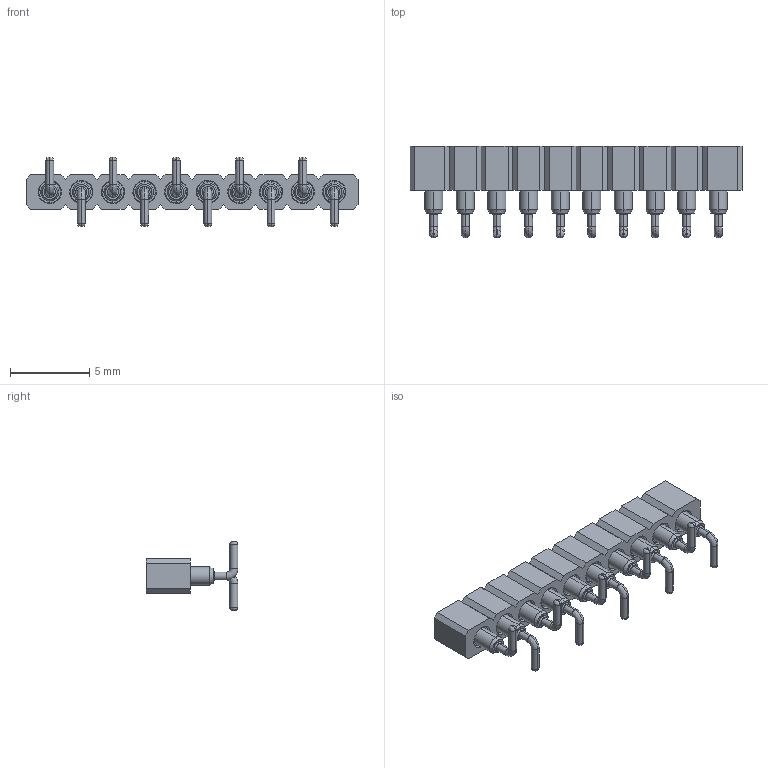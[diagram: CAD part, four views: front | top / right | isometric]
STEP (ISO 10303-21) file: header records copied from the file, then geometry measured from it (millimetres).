
FILE_DESCRIPTION( ('This file contains a STEP AP42 implementation' ,'as created by ZW3D STEP Interface translator.') ,'2;1' );
FILE_NAME( '3522-281XXMXX074X1.stp' ,'231014.143248', (''), ('ZWCAD Software Co.'), 'Version 1.0', 'ZW3D to STEP translator', '' );
FILE_SCHEMA(('AUTOMOTIVE_DESIGN { 1 0 10303 214 1 1 1 1 }'));
Length unit declared in the file: millimetre
Products named in the file (2): 0; 3522-28120MXX074X1
Bounding box: 21 x 5.8 x 4.4 mm (x, y, z)
Volume: 112.2 mm3; surface area: 723.1 mm2
Topology: 1 solids, 11 shells, 914 faces, 2246 edges, 1364 vertices
Faces by surface type: bspline 360, plane 284, cone 230, cylinder 40
Entity records: 50410 total; most frequent: CARTESIAN_POINT 34073, ORIENTED_EDGE 4512, EDGE_CURVE 2216, B_SPLINE_CURVE_WITH_KNOTS 2136, VERTEX_POINT 1364, DIRECTION 1150, EDGE_LOOP 974, FACE_OUTER_BOUND 914
